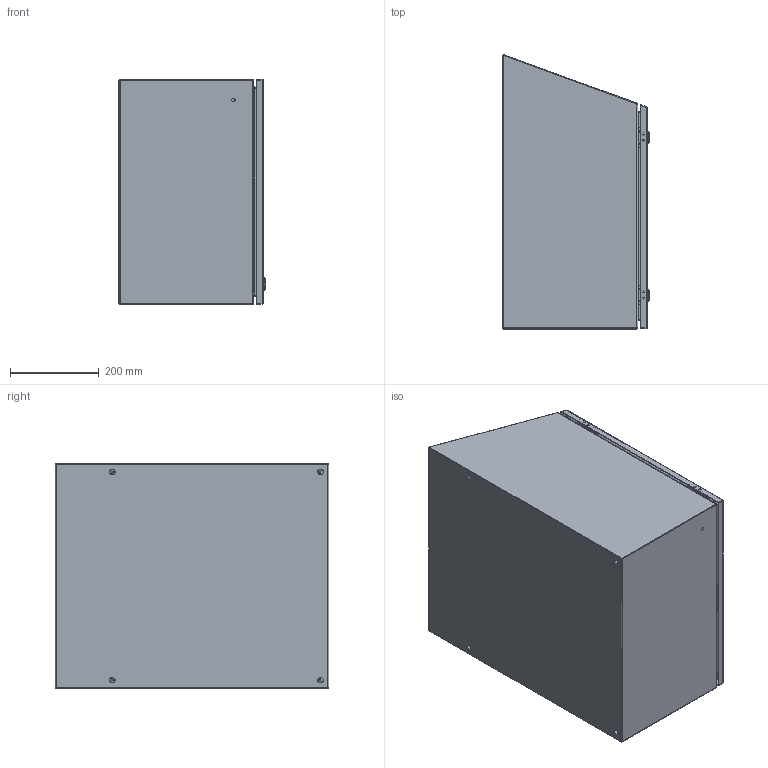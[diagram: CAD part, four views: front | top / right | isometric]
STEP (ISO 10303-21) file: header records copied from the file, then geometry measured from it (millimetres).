
FILE_DESCRIPTION (( 'STEP AP214' ), '1' );
FILE_NAME ('ST202012SS.STEP', '2019-07-15T20:05:15', ( '' ), ( '' ), 'SwSTEP 2.0', 'SolidWorks 2018', '' );
FILE_SCHEMA (( 'AUTOMOTIVE_DESIGN' ));
Length unit declared in the file: inch
Products named in the file (1): ST202012SS
Bounding box: 330.12 x 617.92 x 508.2 mm (x, y, z)
Volume: 2558907.6 mm3; surface area: 2783260.8 mm2
Topology: 29 solids, 30 shells, 746 faces, 1728 edges, 1070 vertices
Faces by surface type: plane 378, cylinder 232, bspline 88, cone 24, torus 24
Entity records: 33234 total; most frequent: CARTESIAN_POINT 6433, DIRECTION 3460, ORIENTED_EDGE 3432, EDGE_CURVE 1716, AXIS2_PLACEMENT_3D 1225, VERTEX_POINT 1070, VECTOR 1010, LINE 1010
